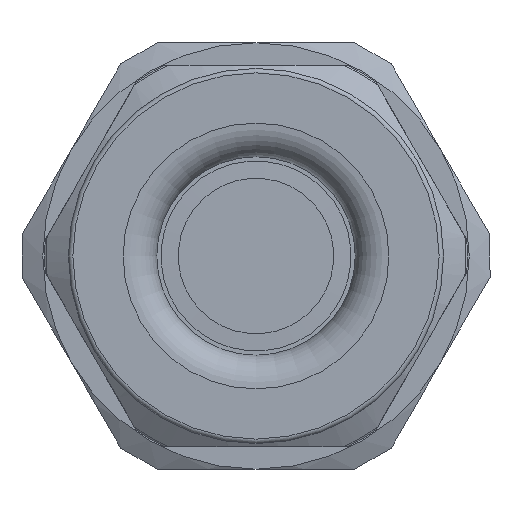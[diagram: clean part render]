
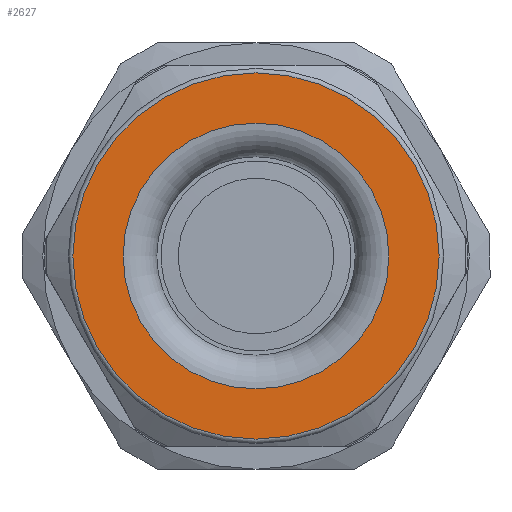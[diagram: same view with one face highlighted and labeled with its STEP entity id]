
A CAD part, left-side view. The second image highlights one B-rep face of the part: STEP entity #2627.
In plain terms, the highlighted planar face has unit normal (-1, 0, 0).
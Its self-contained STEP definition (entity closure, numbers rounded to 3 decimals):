
#315=PLANE('',#3006);
#473=FACE_BOUND('',#917,.T.);
#647=FACE_OUTER_BOUND('',#916,.T.);
#916=EDGE_LOOP('',(#2275));
#917=EDGE_LOOP('',(#2276));
#1120=CIRCLE('',#3005,8.16);
#1121=CIRCLE('',#3007,5.92);
#1391=VERTEX_POINT('',#10817);
#1392=VERTEX_POINT('',#10820);
#1702=EDGE_CURVE('',#1391,#1391,#1120,.T.);
#1703=EDGE_CURVE('',#1392,#1392,#1121,.T.);
#2275=ORIENTED_EDGE('',*,*,#1702,.F.);
#2276=ORIENTED_EDGE('',*,*,#1703,.T.);
#2627=ADVANCED_FACE('',(#647,#473),#315,.T.);
#3005=AXIS2_PLACEMENT_3D('',#10818,#3669,#3670);
#3006=AXIS2_PLACEMENT_3D('',#10819,#3671,#3672);
#3007=AXIS2_PLACEMENT_3D('',#10821,#3673,#3674);
#3669=DIRECTION('center_axis',(1.,0.,0.));
#3670=DIRECTION('ref_axis',(0.,-1.,0.));
#3671=DIRECTION('center_axis',(-1.,0.,0.));
#3672=DIRECTION('ref_axis',(0.,0.,1.));
#3673=DIRECTION('center_axis',(1.,0.,0.));
#3674=DIRECTION('ref_axis',(0.,0.,-1.));
#10817=CARTESIAN_POINT('',(-14.6,8.16,0.));
#10818=CARTESIAN_POINT('Origin',(-14.6,0.,0.));
#10819=CARTESIAN_POINT('Origin',(-14.6,8.36,0.));
#10820=CARTESIAN_POINT('',(-14.6,5.92,0.));
#10821=CARTESIAN_POINT('Origin',(-14.6,0.,0.));
